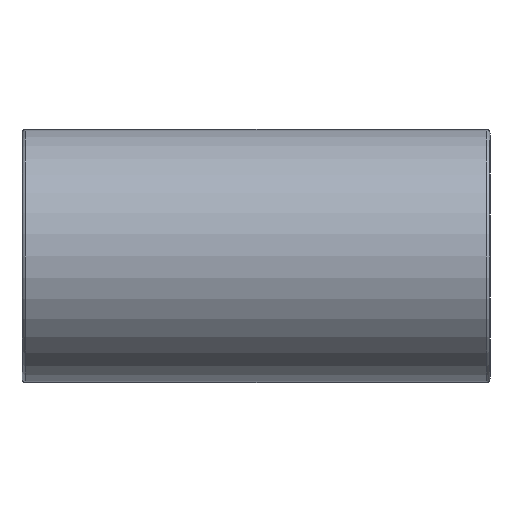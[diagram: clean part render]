
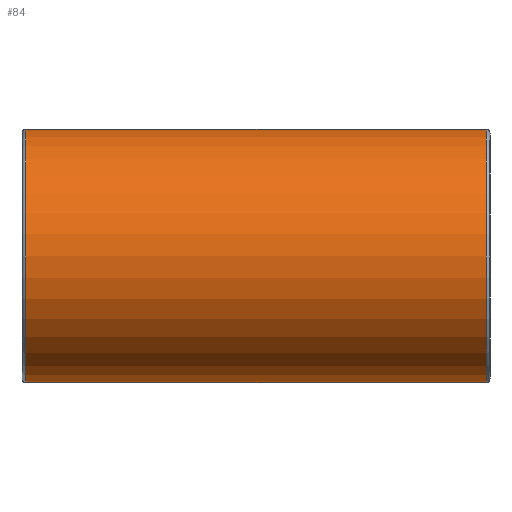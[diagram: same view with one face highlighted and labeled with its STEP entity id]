
A CAD part, left-side view. The second image highlights one B-rep face of the part: STEP entity #84.
In plain terms, the highlighted cylindrical face has radius 3.25 mm (diameter 6.5 mm), a partial arc.
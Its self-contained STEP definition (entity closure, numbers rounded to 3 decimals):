
#84 = ADVANCED_FACE( '', ( #172 ), #173, .T. );
#172 = FACE_OUTER_BOUND( '', #259, .T. );
#173 = CYLINDRICAL_SURFACE( '', #260, 3.25 );
#259 = EDGE_LOOP( '', ( #431, #432, #433, #434 ) );
#260 = AXIS2_PLACEMENT_3D( '', #435, #436, #437 );
#431 = ORIENTED_EDGE( '', *, *, #571, .F. );
#432 = ORIENTED_EDGE( '', *, *, #572, .T. );
#433 = ORIENTED_EDGE( '', *, *, #513, .F. );
#434 = ORIENTED_EDGE( '', *, *, #519, .T. );
#435 = CARTESIAN_POINT( '', ( -16.75, -6., 0. ) );
#436 = DIRECTION( '', ( 0., -1., 0. ) );
#437 = DIRECTION( '', ( 0., 0., 1. ) );
#513 = EDGE_CURVE( '', #603, #604, #605, .T. );
#519 = EDGE_CURVE( '', #603, #613, #615, .F. );
#571 = EDGE_CURVE( '', #590, #613, #685, .F. );
#572 = EDGE_CURVE( '', #590, #604, #686, .T. );
#590 = VERTEX_POINT( '', #705 );
#603 = VERTEX_POINT( '', #723 );
#604 = VERTEX_POINT( '', #724 );
#605 = LINE( '', #725, #726 );
#613 = VERTEX_POINT( '', #737 );
#615 = CIRCLE( '', #739, 3.25 );
#685 = LINE( '', #822, #823 );
#686 = CIRCLE( '', #824, 3.25 );
#705 = CARTESIAN_POINT( '', ( -16.75, 5.9, 3.25 ) );
#723 = CARTESIAN_POINT( '', ( -16.75, -5.9, -3.25 ) );
#724 = CARTESIAN_POINT( '', ( -16.75, 5.9, -3.25 ) );
#725 = CARTESIAN_POINT( '', ( -16.75, -6., -3.25 ) );
#726 = VECTOR( '', #848, 1000. );
#737 = CARTESIAN_POINT( '', ( -16.75, -5.9, 3.25 ) );
#739 = AXIS2_PLACEMENT_3D( '', #855, #856, #857 );
#822 = CARTESIAN_POINT( '', ( -16.75, -6., 3.25 ) );
#823 = VECTOR( '', #943, 1000. );
#824 = AXIS2_PLACEMENT_3D( '', #944, #945, #946 );
#848 = DIRECTION( '', ( 0., 1., 0. ) );
#855 = CARTESIAN_POINT( '', ( -16.75, -5.9, 0. ) );
#856 = DIRECTION( '', ( 0., -1., 0. ) );
#857 = DIRECTION( '', ( 0., 0., -1. ) );
#943 = DIRECTION( '', ( 0., 1., 0. ) );
#944 = CARTESIAN_POINT( '', ( -16.75, 5.9, 0. ) );
#945 = DIRECTION( '', ( 0., -1., 0. ) );
#946 = DIRECTION( '', ( 0., 0., -1. ) );
